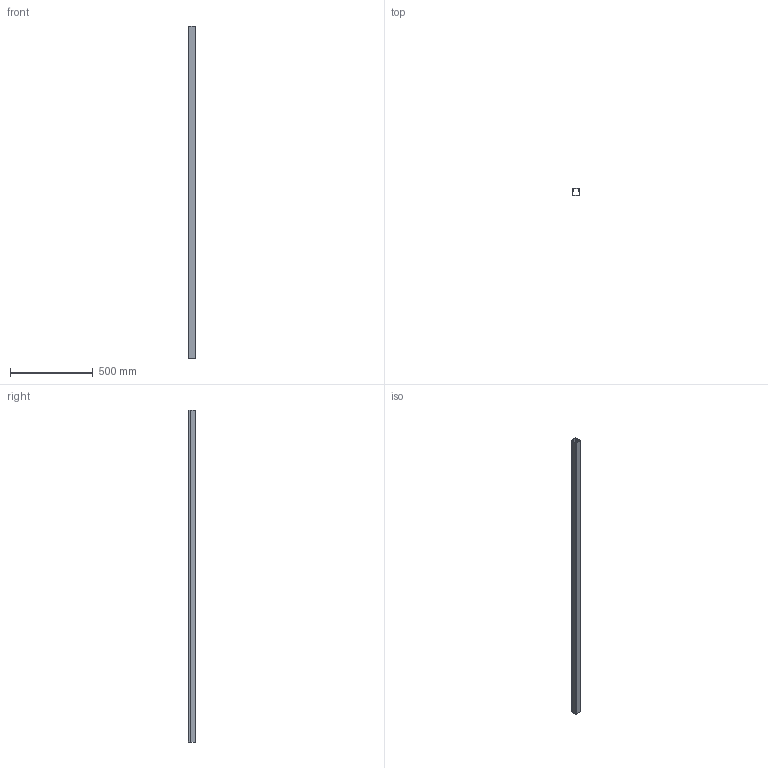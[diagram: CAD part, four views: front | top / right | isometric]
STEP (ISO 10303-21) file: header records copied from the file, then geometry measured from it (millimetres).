
FILE_DESCRIPTION(/* description */ (''),/* implementation_level */ '2;1');
FILE_NAME(/* name */ '6246990',/* time_stamp */ '2014-10-23T13:43:52+02:00',/* author */ (''),/* organization */ (''),/* preprocessor_version */ 'ST-DEVELOPER v15',/* originating_system */ '',/* authorisation */ '');
FILE_SCHEMA (('AUTOMOTIVE_DESIGN'));
Length unit declared in the file: millimetre
Products named in the file (2): Document; Block 01
Assembly tree (1 placements, depth 2):
  Document
    Block 01
Bounding box: 40.05 x 43.13 x 2000 mm (x, y, z)
Volume: 301494.4 mm3; surface area: 809984.7 mm2
Topology: 2 solids, 2 shells, 60 faces, 168 edges, 112 vertices
Faces by surface type: plane 36, bspline 24
Entity records: 1860 total; most frequent: CARTESIAN_POINT 813, ORIENTED_EDGE 336, EDGE_CURVE 168, VERTEX_POINT 112, B_SPLINE_CURVE_WITH_KNOTS 90, ADVANCED_FACE 60, FACE_OUTER_BOUND 60, EDGE_LOOP 60
